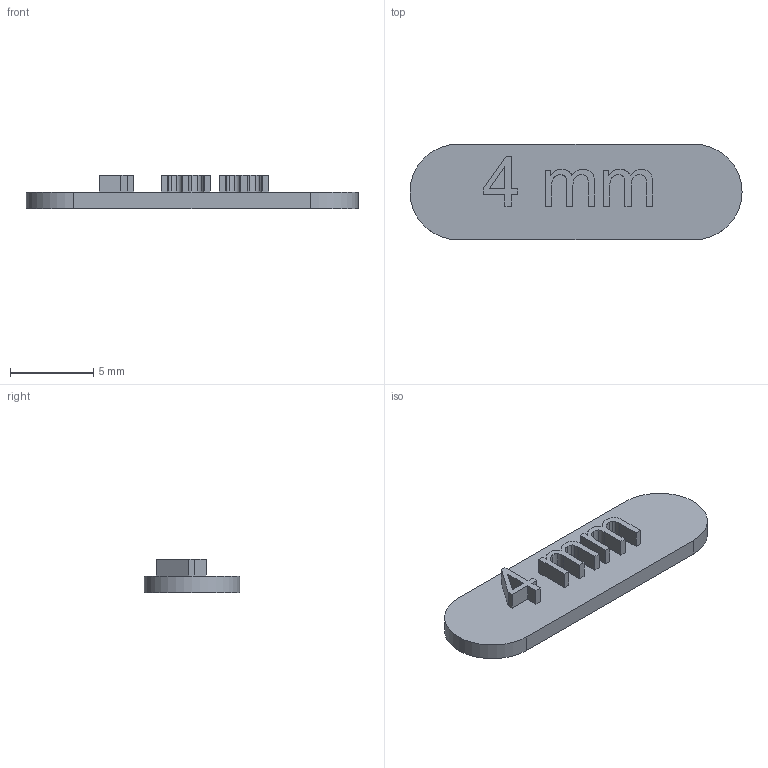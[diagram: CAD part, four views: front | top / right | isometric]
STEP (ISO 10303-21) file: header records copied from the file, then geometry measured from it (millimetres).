
FILE_DESCRIPTION(/* description */ (''),/* implementation_level */ '2;1');
FILE_NAME(/* name */ '4mm.step',/* time_stamp */ '2023-08-05T18:46:58+01:00',/* author */ (''),/* organization */ (''),/* preprocessor_version */ 'ST-DEVELOPER v20',/* originating_system */ 'Autodesk Translation Framework v12.9.0.99',/* authorisation */ '');
FILE_SCHEMA (('AUTOMOTIVE_DESIGN { 1 0 10303 214 3 1 1 }'));
Length unit declared in the file: millimetre
Products named in the file (1): 4mm
Bounding box: 19.92 x 5.73 x 2 mm (x, y, z)
Volume: 115.2 mm3; surface area: 308.9 mm2
Topology: 1 solids, 1 shells, 80 faces, 222 edges, 148 vertices
Faces by surface type: plane 44, bspline 34, cylinder 2
Entity records: 2883 total; most frequent: CARTESIAN_POINT 1029, ORIENTED_EDGE 444, DIRECTION 252, EDGE_CURVE 222, LINE 150, VECTOR 150, VERTEX_POINT 148, EDGE_LOOP 84
